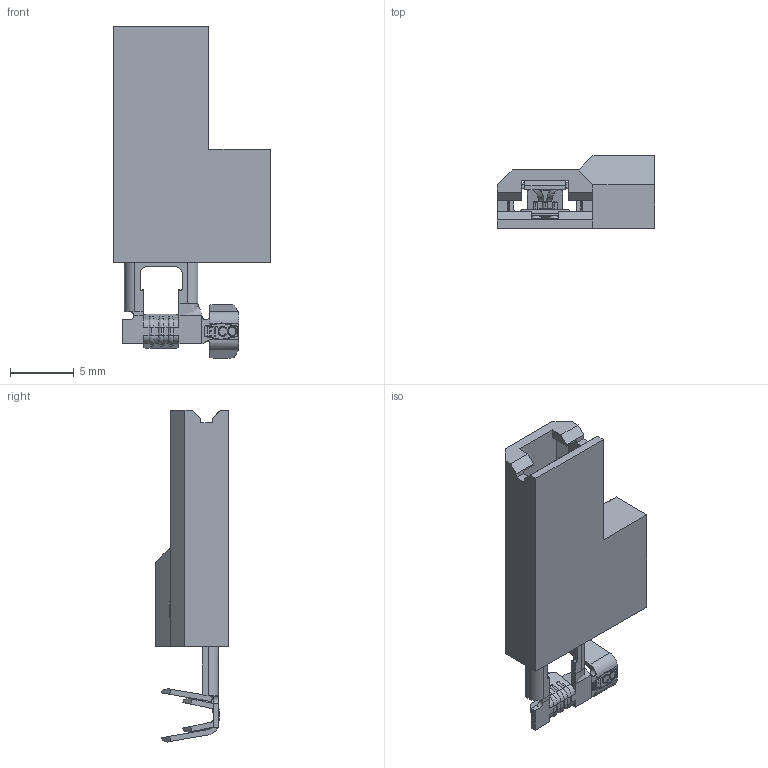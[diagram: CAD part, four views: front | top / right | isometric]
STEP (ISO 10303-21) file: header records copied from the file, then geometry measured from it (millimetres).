
FILE_DESCRIPTION (( 'STEP AP203' ), '1' );
FILE_NAME ('33080.STEP', '2015-02-24T13:36:49', ( '' ), ( '' ), 'SwSTEP 2.0', 'SolidWorks 2014', '' );
FILE_SCHEMA (( 'CONFIG_CONTROL_DESIGN' ));
Length unit declared in the file: inch
Products named in the file (3): DF124N, DF125N, DF126N, DF127N_DF125N, DF127N without carrrier; F24; 33080
Assembly tree (2 placements, depth 2):
  33080
    DF124N, DF125N, DF126N, DF127N_DF125N, DF127N without carrrier
    F24
Bounding box: 12.32 x 5.71 x 26.05 mm (x, y, z)
Volume: 448.1 mm3; surface area: 1425 mm2
Topology: 2 solids, 2 shells, 482 faces, 1299 edges, 824 vertices
Faces by surface type: plane 268, cylinder 101, bspline 66, torus 26, cone 17, sphere 4
Entity records: 18717 total; most frequent: CARTESIAN_POINT 6874, ORIENTED_EDGE 2582, DIRECTION 2121, EDGE_CURVE 1291, VECTOR 871, LINE 871, VERTEX_POINT 820, AXIS2_PLACEMENT_3D 625
